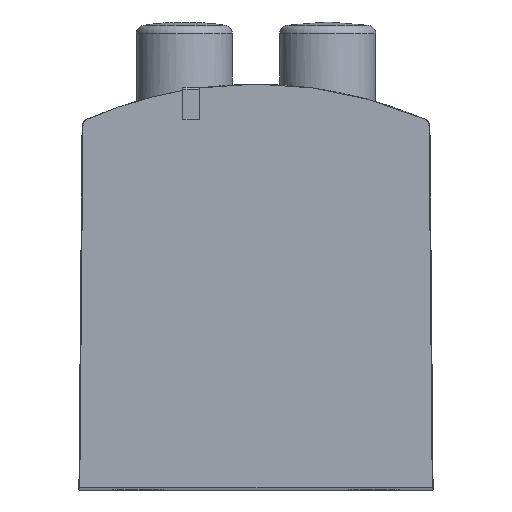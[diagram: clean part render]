
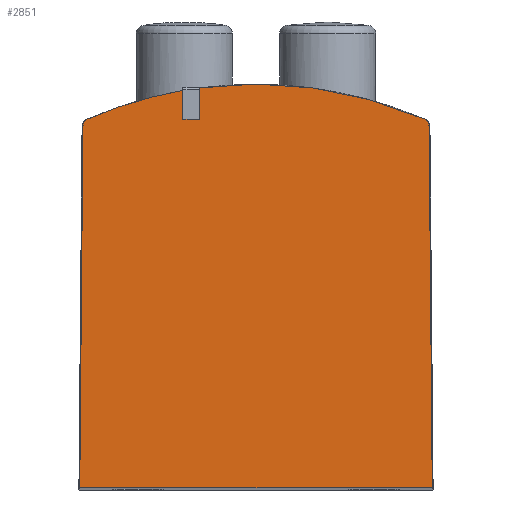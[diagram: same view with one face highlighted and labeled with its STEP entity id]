
A CAD part, top view. The second image highlights one B-rep face of the part: STEP entity #2851.
In plain terms, the highlighted planar face has unit normal (0, 0, 1).
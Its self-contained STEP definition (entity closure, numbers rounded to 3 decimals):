
#26=PLANE('',#3016);
#172=LINE('',#4041,#365);
#173=LINE('',#4043,#366);
#174=LINE('',#4045,#367);
#175=LINE('',#4048,#368);
#176=LINE('',#4050,#369);
#177=LINE('',#4052,#370);
#365=VECTOR('',#3329,1000.);
#366=VECTOR('',#3330,1000.);
#367=VECTOR('',#3331,1000.);
#368=VECTOR('',#3334,1000.);
#369=VECTOR('',#3335,1000.);
#370=VECTOR('',#3336,1000.);
#622=ORIENTED_EDGE('',*,*,#1203,.F.);
#623=ORIENTED_EDGE('',*,*,#1204,.T.);
#624=ORIENTED_EDGE('',*,*,#1205,.T.);
#625=ORIENTED_EDGE('',*,*,#1124,.F.);
#626=ORIENTED_EDGE('',*,*,#1206,.F.);
#627=ORIENTED_EDGE('',*,*,#1207,.T.);
#628=ORIENTED_EDGE('',*,*,#1208,.T.);
#629=ORIENTED_EDGE('',*,*,#1209,.T.);
#630=ORIENTED_EDGE('',*,*,#1210,.F.);
#631=ORIENTED_EDGE('',*,*,#1120,.F.);
#1120=EDGE_CURVE('',#1416,#1417,#1615,.F.);
#1124=EDGE_CURVE('',#1420,#1421,#1617,.F.);
#1203=EDGE_CURVE('',#1487,#1416,#172,.T.);
#1204=EDGE_CURVE('',#1487,#1488,#173,.T.);
#1205=EDGE_CURVE('',#1488,#1421,#174,.T.);
#1206=EDGE_CURVE('',#1489,#1420,#1638,.F.);
#1207=EDGE_CURVE('',#1489,#1490,#175,.T.);
#1208=EDGE_CURVE('',#1490,#1491,#176,.T.);
#1209=EDGE_CURVE('',#1491,#1492,#177,.T.);
#1210=EDGE_CURVE('',#1417,#1492,#1639,.F.);
#1416=VERTEX_POINT('',#3831);
#1417=VERTEX_POINT('',#3833);
#1420=VERTEX_POINT('',#3839);
#1421=VERTEX_POINT('',#3841);
#1487=VERTEX_POINT('',#4042);
#1488=VERTEX_POINT('',#4044);
#1489=VERTEX_POINT('',#4047);
#1490=VERTEX_POINT('',#4049);
#1491=VERTEX_POINT('',#4051);
#1492=VERTEX_POINT('',#4053);
#1615=CIRCLE('',#2967,50.1);
#1617=CIRCLE('',#2969,50.1);
#1638=CIRCLE('',#3017,1.);
#1639=CIRCLE('',#3018,1.);
#1706=EDGE_LOOP('',(#622,#623,#624,#625,#626,#627,#628,#629,#630,#631));
#1853=FACE_BOUND('',#1706,.T.);
#2851=ADVANCED_FACE('',(#1853),#26,.T.);
#2967=AXIS2_PLACEMENT_3D('',#3832,#3190,#3191);
#2969=AXIS2_PLACEMENT_3D('',#3840,#3196,#3197);
#3016=AXIS2_PLACEMENT_3D('',#4040,#3327,#3328);
#3017=AXIS2_PLACEMENT_3D('',#4046,#3332,#3333);
#3018=AXIS2_PLACEMENT_3D('',#4054,#3337,#3338);
#3190=DIRECTION('',(0.,0.,1.));
#3191=DIRECTION('',(1.,0.,0.));
#3196=DIRECTION('',(0.,0.,1.));
#3197=DIRECTION('',(1.,0.,0.));
#3327=DIRECTION('',(0.,0.,1.));
#3328=DIRECTION('',(1.,0.,0.));
#3329=DIRECTION('',(0.,1.,0.));
#3330=DIRECTION('',(-1.,0.,0.));
#3331=DIRECTION('',(0.,1.,0.));
#3332=DIRECTION('',(0.,0.,1.));
#3333=DIRECTION('',(1.,0.,0.));
#3334=DIRECTION('',(-0.009,-1.,0.));
#3335=DIRECTION('',(1.,0.,0.));
#3336=DIRECTION('',(-0.009,1.,0.));
#3337=DIRECTION('',(0.,0.,1.));
#3338=DIRECTION('',(1.,0.,0.));
#3831=CARTESIAN_POINT('',(-6.737,47.445,68.9));
#3832=CARTESIAN_POINT('',(0.,-2.2,68.9));
#3833=CARTESIAN_POINT('',(19.924,43.768,68.9));
#3839=CARTESIAN_POINT('',(-19.924,43.768,68.9));
#3840=CARTESIAN_POINT('',(0.,-2.2,68.9));
#3841=CARTESIAN_POINT('',(-8.663,47.145,68.9));
#4040=CARTESIAN_POINT('',(0.,0.,68.9));
#4041=CARTESIAN_POINT('',(-6.737,0.,68.9));
#4042=CARTESIAN_POINT('',(-6.737,43.7,68.9));
#4043=CARTESIAN_POINT('',(0.,43.7,68.9));
#4044=CARTESIAN_POINT('',(-8.663,43.7,68.9));
#4045=CARTESIAN_POINT('',(-8.663,0.,68.9));
#4046=CARTESIAN_POINT('',(-19.526,42.85,68.9));
#4047=CARTESIAN_POINT('',(-20.526,42.859,68.9));
#4048=CARTESIAN_POINT('',(-20.898,0.182,68.9));
#4049=CARTESIAN_POINT('',(-20.9,0.,68.9));
#4050=CARTESIAN_POINT('',(-21.,0.,68.9));
#4051=CARTESIAN_POINT('',(20.9,0.,68.9));
#4052=CARTESIAN_POINT('',(20.898,0.182,68.9));
#4053=CARTESIAN_POINT('',(20.526,42.859,68.9));
#4054=CARTESIAN_POINT('',(19.526,42.85,68.9));
